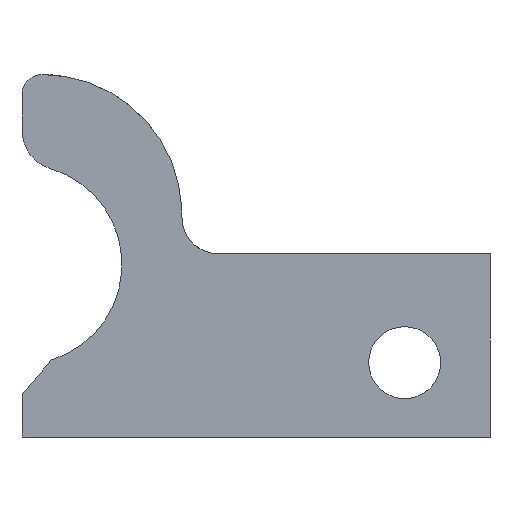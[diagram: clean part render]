
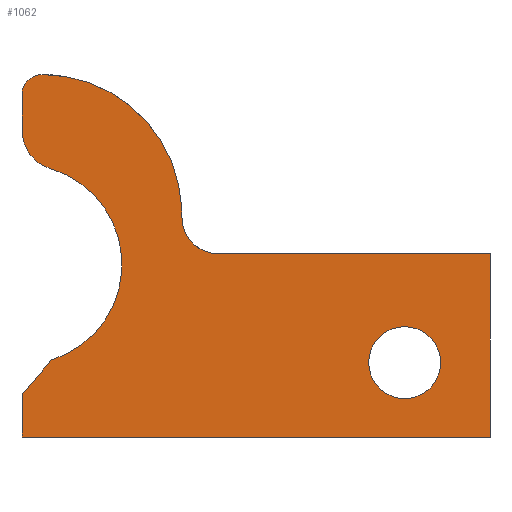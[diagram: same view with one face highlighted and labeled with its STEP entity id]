
A CAD part, front view. The second image highlights one B-rep face of the part: STEP entity #1062.
In plain terms, the highlighted planar face has unit normal (0, -1, 0).
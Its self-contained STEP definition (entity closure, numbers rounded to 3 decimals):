
#16=FACE_BOUND('',#129,.T.);
#72=FACE_OUTER_BOUND('',#128,.T.);
#128=EDGE_LOOP('',(#726,#727,#728,#729,#730,#731,#732,#733,#734,#735,#736,
#737,#738,#739));
#129=EDGE_LOOP('',(#740));
#189=CIRCLE('',#1139,1.);
#191=CIRCLE('',#1142,1.8);
#192=CIRCLE('',#1143,10.);
#193=CIRCLE('',#1144,7.);
#194=CIRCLE('',#1145,1.);
#195=CIRCLE('',#1146,2.);
#196=CIRCLE('',#1147,5.);
#197=CIRCLE('',#1148,1.8);
#251=LINE('',#1671,#344);
#252=LINE('',#1673,#345);
#253=LINE('',#1675,#346);
#254=LINE('',#1679,#347);
#255=LINE('',#1687,#348);
#256=LINE('',#1693,#349);
#257=LINE('',#1694,#350);
#344=VECTOR('',#1285,10.);
#345=VECTOR('',#1286,10.);
#346=VECTOR('',#1287,10.);
#347=VECTOR('',#1290,10.);
#348=VECTOR('',#1297,10.);
#349=VECTOR('',#1302,10.);
#350=VECTOR('',#1303,10.);
#443=VERTEX_POINT('',#1662);
#444=VERTEX_POINT('',#1664);
#446=VERTEX_POINT('',#1670);
#447=VERTEX_POINT('',#1672);
#448=VERTEX_POINT('',#1674);
#449=VERTEX_POINT('',#1676);
#450=VERTEX_POINT('',#1678);
#451=VERTEX_POINT('',#1680);
#452=VERTEX_POINT('',#1682);
#453=VERTEX_POINT('',#1684);
#454=VERTEX_POINT('',#1686);
#455=VERTEX_POINT('',#1688);
#456=VERTEX_POINT('',#1690);
#457=VERTEX_POINT('',#1692);
#458=VERTEX_POINT('',#1695);
#549=EDGE_CURVE('',#443,#444,#189,.T.);
#552=EDGE_CURVE('',#446,#443,#251,.T.);
#553=EDGE_CURVE('',#446,#447,#252,.T.);
#554=EDGE_CURVE('',#448,#447,#253,.F.);
#555=EDGE_CURVE('',#449,#448,#191,.T.);
#556=EDGE_CURVE('',#450,#449,#254,.T.);
#557=EDGE_CURVE('',#451,#450,#192,.T.);
#558=EDGE_CURVE('',#452,#451,#193,.T.);
#559=EDGE_CURVE('',#453,#452,#194,.T.);
#560=EDGE_CURVE('',#454,#453,#255,.T.);
#561=EDGE_CURVE('',#455,#454,#195,.T.);
#562=EDGE_CURVE('',#456,#455,#196,.T.);
#563=EDGE_CURVE('',#457,#456,#256,.T.);
#564=EDGE_CURVE('',#444,#457,#257,.T.);
#565=EDGE_CURVE('',#458,#458,#197,.T.);
#726=ORIENTED_EDGE('',*,*,#552,.F.);
#727=ORIENTED_EDGE('',*,*,#553,.T.);
#728=ORIENTED_EDGE('',*,*,#554,.F.);
#729=ORIENTED_EDGE('',*,*,#555,.F.);
#730=ORIENTED_EDGE('',*,*,#556,.F.);
#731=ORIENTED_EDGE('',*,*,#557,.F.);
#732=ORIENTED_EDGE('',*,*,#558,.F.);
#733=ORIENTED_EDGE('',*,*,#559,.F.);
#734=ORIENTED_EDGE('',*,*,#560,.F.);
#735=ORIENTED_EDGE('',*,*,#561,.F.);
#736=ORIENTED_EDGE('',*,*,#562,.F.);
#737=ORIENTED_EDGE('',*,*,#563,.F.);
#738=ORIENTED_EDGE('',*,*,#564,.F.);
#739=ORIENTED_EDGE('',*,*,#549,.F.);
#740=ORIENTED_EDGE('',*,*,#565,.T.);
#1035=PLANE('',#1141);
#1062=ADVANCED_FACE('',(#72,#16),#1035,.F.);
#1139=AXIS2_PLACEMENT_3D('',#1665,#1278,#1279);
#1141=AXIS2_PLACEMENT_3D('',#1669,#1283,#1284);
#1142=AXIS2_PLACEMENT_3D('',#1677,#1288,#1289);
#1143=AXIS2_PLACEMENT_3D('',#1681,#1291,#1292);
#1144=AXIS2_PLACEMENT_3D('',#1683,#1293,#1294);
#1145=AXIS2_PLACEMENT_3D('',#1685,#1295,#1296);
#1146=AXIS2_PLACEMENT_3D('',#1689,#1298,#1299);
#1147=AXIS2_PLACEMENT_3D('',#1691,#1300,#1301);
#1148=AXIS2_PLACEMENT_3D('',#1696,#1304,#1305);
#1278=DIRECTION('center_axis',(0.,1.,0.));
#1279=DIRECTION('ref_axis',(-0.655,0.,-0.756));
#1283=DIRECTION('center_axis',(0.,1.,0.));
#1284=DIRECTION('ref_axis',(1.,0.,0.));
#1285=DIRECTION('',(-1.,0.,0.));
#1286=DIRECTION('',(0.,0.,1.));
#1287=DIRECTION('',(-1.,0.,0.));
#1288=DIRECTION('center_axis',(0.,-1.,0.));
#1289=DIRECTION('ref_axis',(-0.707,0.,-0.707));
#1290=DIRECTION('',(0.,0.,-1.));
#1291=DIRECTION('center_axis',(0.,1.,0.));
#1292=DIRECTION('ref_axis',(0.924,0.,0.383));
#1293=DIRECTION('center_axis',(0.,1.,0.));
#1294=DIRECTION('ref_axis',(0.69,0.,0.724));
#1295=DIRECTION('center_axis',(0.,1.,0.));
#1296=DIRECTION('ref_axis',(-0.707,0.,0.707));
#1297=DIRECTION('',(0.,0.,1.));
#1298=DIRECTION('center_axis',(0.,1.,0.));
#1299=DIRECTION('ref_axis',(-0.802,0.,-0.598));
#1300=DIRECTION('center_axis',(0.,-1.,0.));
#1301=DIRECTION('ref_axis',(-1.,0.,0.));
#1302=DIRECTION('',(0.652,0.,0.758));
#1303=DIRECTION('',(0.,0.,1.));
#1304=DIRECTION('center_axis',(0.,1.,0.));
#1305=DIRECTION('ref_axis',(0.,0.,-1.));
#1662=CARTESIAN_POINT('',(96.227,197.683,91.03));
#1664=CARTESIAN_POINT('',(96.2,197.683,91.259));
#1665=CARTESIAN_POINT('Origin',(97.2,197.683,91.259));
#1669=CARTESIAN_POINT('Origin',(105.423,197.683,94.034));
#1670=CARTESIAN_POINT('',(119.613,197.683,91.03));
#1671=CARTESIAN_POINT('',(116.211,197.683,91.03));
#1672=CARTESIAN_POINT('',(119.613,197.683,100.23));
#1673=CARTESIAN_POINT('',(119.613,197.683,97.232));
#1674=CARTESIAN_POINT('',(106.,197.683,100.23));
#1675=CARTESIAN_POINT('',(104.811,197.683,100.23));
#1676=CARTESIAN_POINT('',(104.2,197.683,102.03));
#1677=CARTESIAN_POINT('Origin',(106.,197.683,102.03));
#1678=CARTESIAN_POINT('',(104.2,197.683,102.045));
#1679=CARTESIAN_POINT('',(104.2,197.683,96.128));
#1680=CARTESIAN_POINT('',(104.189,197.683,102.519));
#1681=CARTESIAN_POINT('Origin',(94.2,197.683,102.045));
#1682=CARTESIAN_POINT('',(97.201,197.683,109.187));
#1683=CARTESIAN_POINT('Origin',(97.197,197.683,102.187));
#1684=CARTESIAN_POINT('',(96.2,197.683,108.187));
#1685=CARTESIAN_POINT('Origin',(97.2,197.683,108.187));
#1686=CARTESIAN_POINT('',(96.2,197.683,106.395));
#1687=CARTESIAN_POINT('',(96.2,197.683,89.002));
#1688=CARTESIAN_POINT('',(97.629,197.683,104.479));
#1689=CARTESIAN_POINT('Origin',(98.2,197.683,106.395));
#1690=CARTESIAN_POINT('',(97.683,197.683,94.912));
#1691=CARTESIAN_POINT('Origin',(96.2,197.683,99.687));
#1692=CARTESIAN_POINT('',(96.2,197.683,93.187));
#1693=CARTESIAN_POINT('',(94.873,197.683,91.643));
#1694=CARTESIAN_POINT('',(96.2,197.683,89.002));
#1695=CARTESIAN_POINT('',(115.344,197.683,96.572));
#1696=CARTESIAN_POINT('Origin',(115.344,197.683,94.772));
